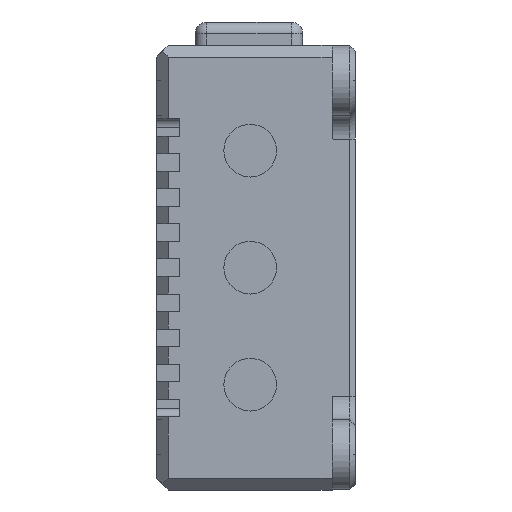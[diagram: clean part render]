
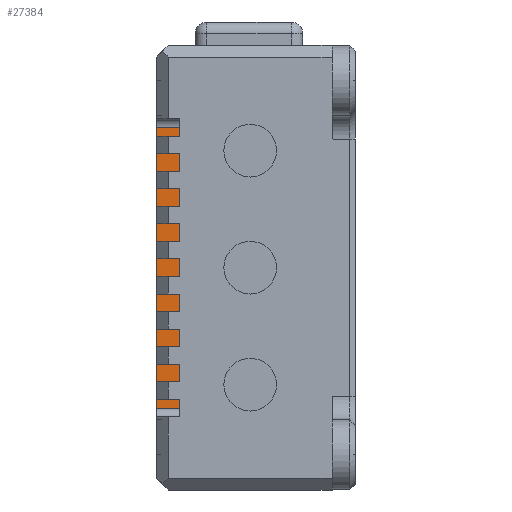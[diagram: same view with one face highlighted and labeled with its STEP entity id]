
A CAD part, left-side view. The second image highlights one B-rep face of the part: STEP entity #27384.
In plain terms, the highlighted planar face has unit normal (-1, 0, 0).
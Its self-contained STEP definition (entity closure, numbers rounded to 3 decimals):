
#457=DIRECTION('',(0.,0.,1.));
#458=VECTOR('',#457,24.);
#459=CARTESIAN_POINT('',(40.75,3.,-12.));
#460=LINE('',#459,#458);
#4433=DIRECTION('',(0.,1.,0.));
#4434=VECTOR('',#4433,2.);
#4435=CARTESIAN_POINT('',(40.75,3.,12.));
#4436=LINE('',#4435,#4434);
#8781=DIRECTION('',(0.,-1.,0.));
#8782=VECTOR('',#8781,2.);
#8783=CARTESIAN_POINT('',(40.75,5.,-12.));
#8784=LINE('',#8783,#8782);
#8788=DIRECTION('',(0.,0.,1.));
#8789=VECTOR('',#8788,24.);
#8790=CARTESIAN_POINT('',(40.75,5.,-12.));
#8791=LINE('',#8790,#8789);
#18516=CARTESIAN_POINT('',(40.75,5.,12.));
#18517=VERTEX_POINT('',#18516);
#18518=CARTESIAN_POINT('',(40.75,5.,-12.));
#18519=VERTEX_POINT('',#18518);
#18564=CARTESIAN_POINT('',(40.75,3.,12.));
#18566=VERTEX_POINT('',#18564);
#18636=CARTESIAN_POINT('',(40.75,3.,-12.));
#18637=VERTEX_POINT('',#18636);
#27373=CARTESIAN_POINT('',(40.75,5.,12.));
#27374=DIRECTION('',(1.,0.,0.));
#27375=DIRECTION('',(0.,0.,-1.));
#27376=AXIS2_PLACEMENT_3D('',#27373,#27374,#27375);
#27377=PLANE('',#27376);
#27378=ORIENTED_EDGE('',*,*,#22984,.T.);
#27379=ORIENTED_EDGE('',*,*,#22948,.F.);
#27380=ORIENTED_EDGE('',*,*,#21518,.F.);
#27381=ORIENTED_EDGE('',*,*,#27368,.F.);
#27382=EDGE_LOOP('',(#27378,#27379,#27380,#27381));
#27383=FACE_OUTER_BOUND('',#27382,.F.);
#27384=ADVANCED_FACE('',(#27383),#27377,.F.);
#21518=EDGE_CURVE('',#18637,#18566,#460,.T.);
#22948=EDGE_CURVE('',#18566,#18517,#4436,.T.);
#22984=EDGE_CURVE('',#18519,#18517,#8791,.T.);
#27368=EDGE_CURVE('',#18519,#18637,#8784,.T.);
